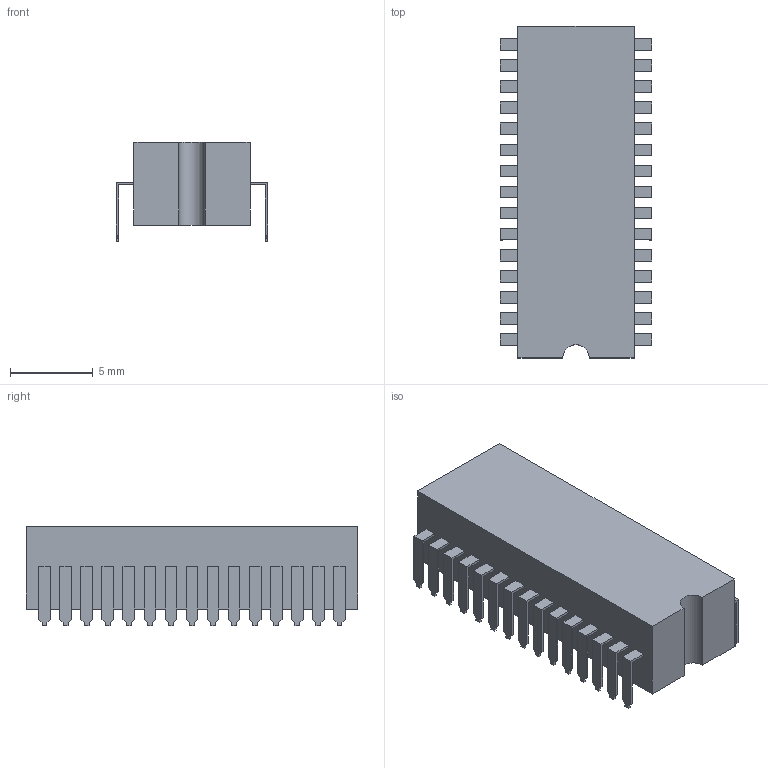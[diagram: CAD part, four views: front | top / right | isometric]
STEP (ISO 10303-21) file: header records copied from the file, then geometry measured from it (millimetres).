
FILE_DESCRIPTION(('produced by SPATIAL CORP'),'2;1');
FILE_NAME( 'dip16.prt.hh.sat.stp' ,'2002-04-19T13:58:17+00:00',('SPATIAL CORP'),('SPATIAL CORP'), 'ACIS STEP Husk','http://www.spatial.com','SPATIAL CORP');
FILE_SCHEMA(('CONFIG_CONTROL_DESIGN'));
Length unit declared in the file: millimetre
Products named in the file (1): PRODUCT_ID_1
Bounding box: 9.15 x 20 x 6 mm (x, y, z)
Volume: 708.7 mm3; surface area: 773.8 mm2
Topology: 1 solids, 1 shells, 338 faces, 918 edges, 612 vertices
Faces by surface type: plane 337, cylinder 1
Entity records: 10509 total; most frequent: CARTESIAN_POINT 1868, ORIENTED_EDGE 1836, DIRECTION 1596, EDGE_CURVE 918, VECTOR 916, LINE 916, VERTEX_POINT 612, EDGE_LOOP 368
